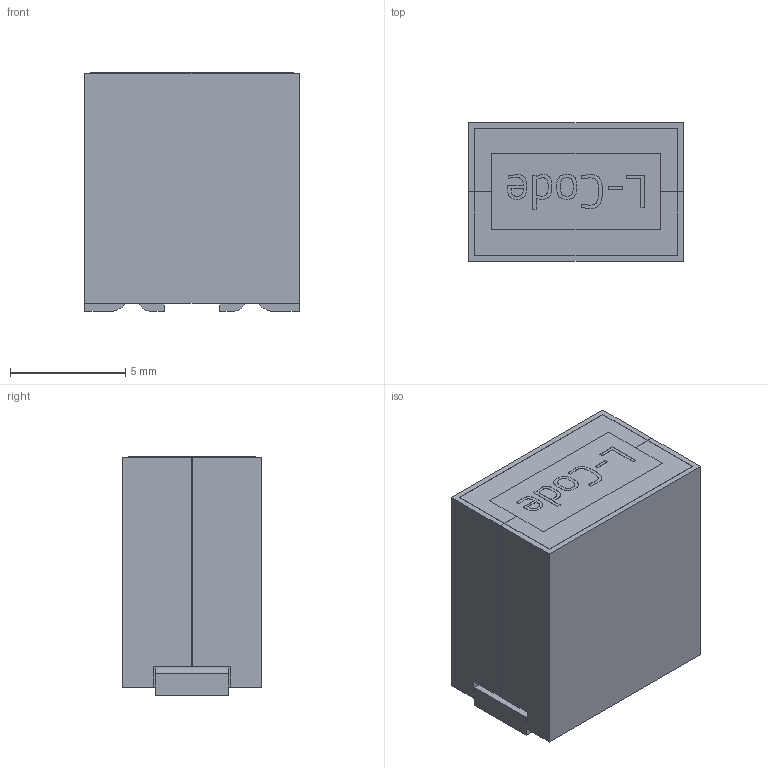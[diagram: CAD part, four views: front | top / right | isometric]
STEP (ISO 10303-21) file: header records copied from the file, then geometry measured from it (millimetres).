
FILE_DESCRIPTION(/* description */ ('Unknown'),/* implementation_level */ '2;1');
FILE_NAME(/* name */ '7443000910070',/* time_stamp */ '2024-09-03T14:58:04+02:00',/* author */ ('Unknown'),/* organization */ ('Unknown'),/* preprocessor_version */ 'ST-DEVELOPER v19.4',/* originating_system */ 'Solid Edge',/* authorisation */ 'Unknown');
FILE_SCHEMA (('AUTOMOTIVE_DESIGN {1 0 10303 214 3 1 1}'));
Length unit declared in the file: millimetre
Products named in the file (5): 7443000910070; Base; Primary Clip; Secondary Clip; Lable
Assembly tree (5 placements, depth 2):
  7443000910070
    Base  x2
    Primary Clip
    Secondary Clip
    Lable
Bounding box: 9.3 x 6.01 x 10.37 mm (x, y, z)
Volume: 484.3 mm3; surface area: 1168.4 mm2
Topology: 5 solids, 5 shells, 123 faces, 312 edges, 208 vertices
Faces by surface type: plane 96, cylinder 16, bspline 11
Entity records: 4096 total; most frequent: CARTESIAN_POINT 1194, ORIENTED_EDGE 536, DIRECTION 440, EDGE_CURVE 268, VERTEX_POINT 180, LINE 172, VECTOR 172, AXIS2_PLACEMENT_3D 134
